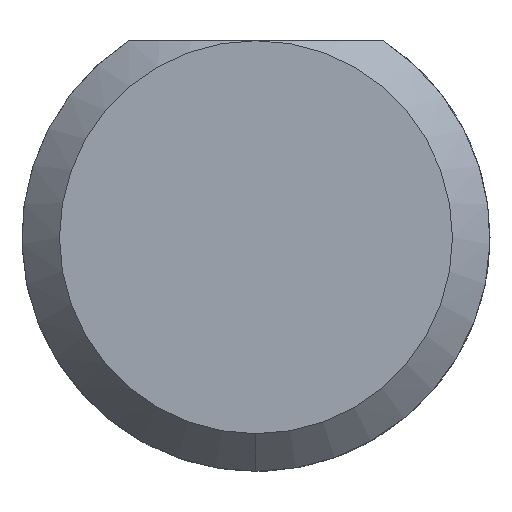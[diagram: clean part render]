
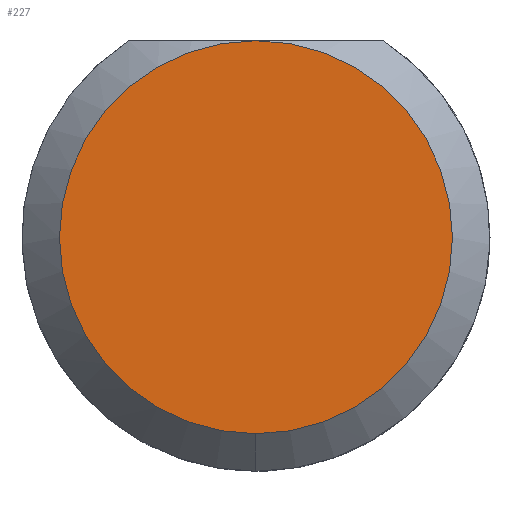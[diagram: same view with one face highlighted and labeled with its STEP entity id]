
A CAD part, left-side view. The second image highlights one B-rep face of the part: STEP entity #227.
In plain terms, the highlighted planar face has unit normal (-1, 0, 0).
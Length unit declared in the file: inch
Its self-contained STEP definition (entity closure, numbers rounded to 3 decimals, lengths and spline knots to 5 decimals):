
#107 = VERTEX_POINT ( 'NONE', #387 ) ;
#158 = CIRCLE ( 'NONE', #569, 0.05235 ) ;
#171 = AXIS2_PLACEMENT_3D ( 'NONE', #641, #336, #595 ) ;
#191 = DIRECTION ( 'NONE',  ( -1., 0., 0. ) ) ;
#210 = VERTEX_POINT ( 'NONE', #347 ) ;
#223 = PLANE ( 'NONE',  #171 ) ;
#227 = ADVANCED_FACE ( 'NONE', ( #280 ), #223, .F. ) ;
#280 = FACE_OUTER_BOUND ( 'NONE', #383, .T. ) ;
#318 = CIRCLE ( 'NONE', #428, 0.05235 ) ;
#336 = DIRECTION ( 'NONE',  ( 1., 0., 0. ) ) ;
#347 = CARTESIAN_POINT ( 'NONE',  ( 0., 0., -0.05235 ) ) ;
#383 = EDGE_LOOP ( 'NONE', ( #508, #479 ) ) ;
#386 = CARTESIAN_POINT ( 'NONE',  ( 0., 0., 0. ) ) ;
#387 = CARTESIAN_POINT ( 'NONE',  ( 0., 0., 0.05235 ) ) ;
#397 = EDGE_CURVE ( 'NONE', #210, #107, #318, .T. ) ;
#428 = AXIS2_PLACEMENT_3D ( 'NONE', #731, #481, #723 ) ;
#439 = DIRECTION ( 'NONE',  ( 0., 0., -1. ) ) ;
#469 = EDGE_CURVE ( 'NONE', #107, #210, #158, .T. ) ;
#479 = ORIENTED_EDGE ( 'NONE', *, *, #397, .T. ) ;
#481 = DIRECTION ( 'NONE',  ( -1., 0., 0. ) ) ;
#508 = ORIENTED_EDGE ( 'NONE', *, *, #469, .T. ) ;
#569 = AXIS2_PLACEMENT_3D ( 'NONE', #386, #191, #439 ) ;
#595 = DIRECTION ( 'NONE',  ( 0., 0., -1. ) ) ;
#641 = CARTESIAN_POINT ( 'NONE',  ( 0., 0., 0. ) ) ;
#723 = DIRECTION ( 'NONE',  ( 0., 0., -1. ) ) ;
#731 = CARTESIAN_POINT ( 'NONE',  ( 0., 0., 0. ) ) ;
